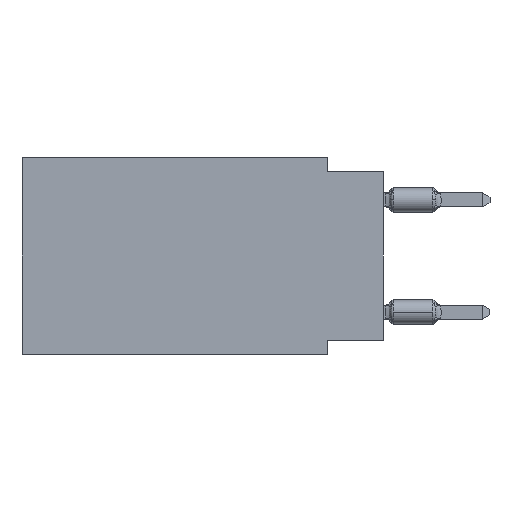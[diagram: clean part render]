
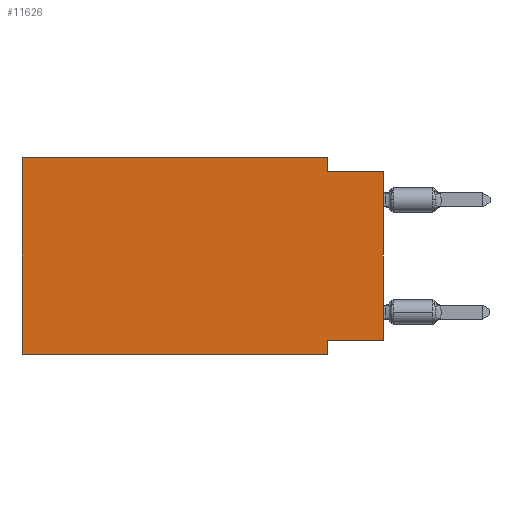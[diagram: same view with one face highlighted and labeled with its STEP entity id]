
A CAD part, left-side view. The second image highlights one B-rep face of the part: STEP entity #11626.
In plain terms, the highlighted planar face has unit normal (-1, 0, 0).
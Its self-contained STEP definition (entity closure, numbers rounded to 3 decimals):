
#124 = EDGE_CURVE ( 'NONE', #1783, #3130, #12927, .T. ) ;
#564 = VECTOR ( 'NONE', #8514, 1000. ) ;
#689 = DIRECTION ( 'NONE',  ( 0., 0., 1. ) ) ;
#739 = VERTEX_POINT ( 'NONE', #4546 ) ;
#842 = CARTESIAN_POINT ( 'NONE',  ( 0., 0., -8.255 ) ) ;
#909 = FACE_OUTER_BOUND ( 'NONE', #10918, .T. ) ;
#1198 = EDGE_CURVE ( 'NONE', #739, #1828, #12271, .T. ) ;
#1783 = VERTEX_POINT ( 'NONE', #2097 ) ;
#1801 = DIRECTION ( 'NONE',  ( 0., 0., 1. ) ) ;
#1828 = VERTEX_POINT ( 'NONE', #12665 ) ;
#2097 = CARTESIAN_POINT ( 'NONE',  ( 0., 2.54, -8.255 ) ) ;
#2294 = CARTESIAN_POINT ( 'NONE',  ( 0., 2.54, -8.89 ) ) ;
#2361 = CARTESIAN_POINT ( 'NONE',  ( 0., 0., -0.635 ) ) ;
#2568 = DIRECTION ( 'NONE',  ( 0., -1., 0. ) ) ;
#2645 = ORIENTED_EDGE ( 'NONE', *, *, #10575, .F. ) ;
#2682 = CARTESIAN_POINT ( 'NONE',  ( 0., 2.54, 0. ) ) ;
#3130 = VERTEX_POINT ( 'NONE', #7765 ) ;
#3460 = ORIENTED_EDGE ( 'NONE', *, *, #9492, .F. ) ;
#3536 = VECTOR ( 'NONE', #8938, 1000. ) ;
#3905 = DIRECTION ( 'NONE',  ( 0., 1., 0. ) ) ;
#3947 = VECTOR ( 'NONE', #689, 1000. ) ;
#4251 = LINE ( 'NONE', #12785, #564 ) ;
#4546 = CARTESIAN_POINT ( 'NONE',  ( 0., 2.54, 0. ) ) ;
#5085 = LINE ( 'NONE', #8292, #8818 ) ;
#5174 = PLANE ( 'NONE',  #9691 ) ;
#5271 = VECTOR ( 'NONE', #2568, 1000. ) ;
#5589 = CARTESIAN_POINT ( 'NONE',  ( 0., 16.383, -8.89 ) ) ;
#5805 = ORIENTED_EDGE ( 'NONE', *, *, #1198, .F. ) ;
#6085 = EDGE_CURVE ( 'NONE', #13711, #3130, #9708, .T. ) ;
#6423 = DIRECTION ( 'NONE',  ( 0., 0., -1. ) ) ;
#6702 = ORIENTED_EDGE ( 'NONE', *, *, #7485, .F. ) ;
#6724 = VECTOR ( 'NONE', #11869, 1000. ) ;
#6889 = ORIENTED_EDGE ( 'NONE', *, *, #10886, .T. ) ;
#7000 = VERTEX_POINT ( 'NONE', #8246 ) ;
#7050 = EDGE_CURVE ( 'NONE', #12716, #1783, #10424, .T. ) ;
#7340 = ORIENTED_EDGE ( 'NONE', *, *, #7050, .F. ) ;
#7485 = EDGE_CURVE ( 'NONE', #13711, #7535, #10265, .T. ) ;
#7535 = VERTEX_POINT ( 'NONE', #10199 ) ;
#7676 = CARTESIAN_POINT ( 'NONE',  ( 0., 0., -8.255 ) ) ;
#7765 = CARTESIAN_POINT ( 'NONE',  ( 0., 2.54, -8.89 ) ) ;
#8097 = DIRECTION ( 'NONE',  ( 1., 0., 0. ) ) ;
#8227 = CARTESIAN_POINT ( 'NONE',  ( 0., 16.383, 0. ) ) ;
#8246 = CARTESIAN_POINT ( 'NONE',  ( 0., 0., -0.635 ) ) ;
#8292 = CARTESIAN_POINT ( 'NONE',  ( 0., 0., 0. ) ) ;
#8514 = DIRECTION ( 'NONE',  ( 0., -1., 0. ) ) ;
#8718 = LINE ( 'NONE', #2361, #5271 ) ;
#8818 = VECTOR ( 'NONE', #1801, 1000. ) ;
#8938 = DIRECTION ( 'NONE',  ( 0., -1., 0. ) ) ;
#9281 = VECTOR ( 'NONE', #6423, 1000. ) ;
#9492 = EDGE_CURVE ( 'NONE', #1828, #7000, #8718, .T. ) ;
#9691 = AXIS2_PLACEMENT_3D ( 'NONE', #13709, #8097, #12375 ) ;
#9708 = LINE ( 'NONE', #5589, #3536 ) ;
#10043 = VECTOR ( 'NONE', #3905, 1000. ) ;
#10199 = CARTESIAN_POINT ( 'NONE',  ( 0., 16.383, 0. ) ) ;
#10265 = LINE ( 'NONE', #8227, #3947 ) ;
#10424 = LINE ( 'NONE', #842, #10043 ) ;
#10575 = EDGE_CURVE ( 'NONE', #7535, #739, #4251, .T. ) ;
#10886 = EDGE_CURVE ( 'NONE', #12716, #7000, #5085, .T. ) ;
#10918 = EDGE_LOOP ( 'NONE', ( #6889, #3460, #5805, #2645, #6702, #13208, #12105, #7340 ) ) ;
#11626 = ADVANCED_FACE ( 'NONE', ( #909 ), #5174, .F. ) ;
#11869 = DIRECTION ( 'NONE',  ( 0., 0., -1. ) ) ;
#12105 = ORIENTED_EDGE ( 'NONE', *, *, #124, .F. ) ;
#12271 = LINE ( 'NONE', #2682, #6724 ) ;
#12329 = CARTESIAN_POINT ( 'NONE',  ( 0., 16.383, -8.89 ) ) ;
#12375 = DIRECTION ( 'NONE',  ( 0., 0., -1. ) ) ;
#12665 = CARTESIAN_POINT ( 'NONE',  ( 0., 2.54, -0.635 ) ) ;
#12716 = VERTEX_POINT ( 'NONE', #7676 ) ;
#12785 = CARTESIAN_POINT ( 'NONE',  ( 0., 16.383, 0. ) ) ;
#12927 = LINE ( 'NONE', #2294, #9281 ) ;
#13208 = ORIENTED_EDGE ( 'NONE', *, *, #6085, .T. ) ;
#13709 = CARTESIAN_POINT ( 'NONE',  ( 0., 16.383, 0. ) ) ;
#13711 = VERTEX_POINT ( 'NONE', #12329 ) ;
